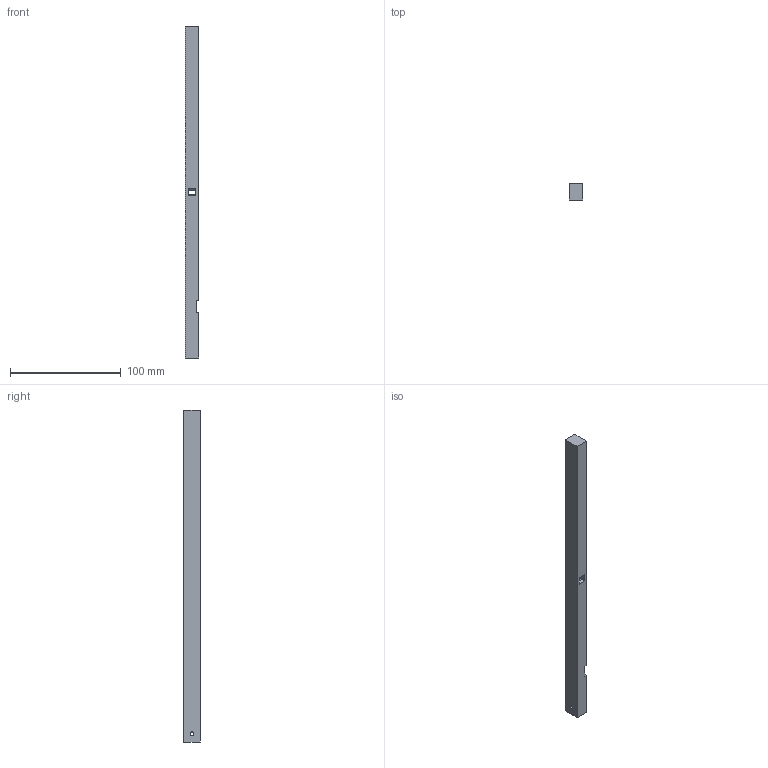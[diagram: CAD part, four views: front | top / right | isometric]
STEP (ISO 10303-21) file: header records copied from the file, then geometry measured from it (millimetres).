
FILE_DESCRIPTION (( 'STEP AP214' ), '1' );
FILE_NAME ('Keylever.STEP', '2020-12-03T14:56:28', ( '' ), ( '' ), 'SwSTEP 2.0', 'SolidWorks 2020', '' );
FILE_SCHEMA (( 'AUTOMOTIVE_DESIGN' ));
Length unit declared in the file: millimetre
Products named in the file (1): Keylever
Bounding box: 12 x 15 x 300 mm (x, y, z)
Volume: 52511.9 mm3; surface area: 17230.9 mm2
Topology: 1 solids, 1 shells, 25 faces, 66 edges, 44 vertices
Faces by surface type: plane 18, cylinder 7
Entity records: 820 total; most frequent: CARTESIAN_POINT 136, DIRECTION 132, ORIENTED_EDGE 132, EDGE_CURVE 66, VECTOR 52, LINE 52, VERTEX_POINT 44, AXIS2_PLACEMENT_3D 40
